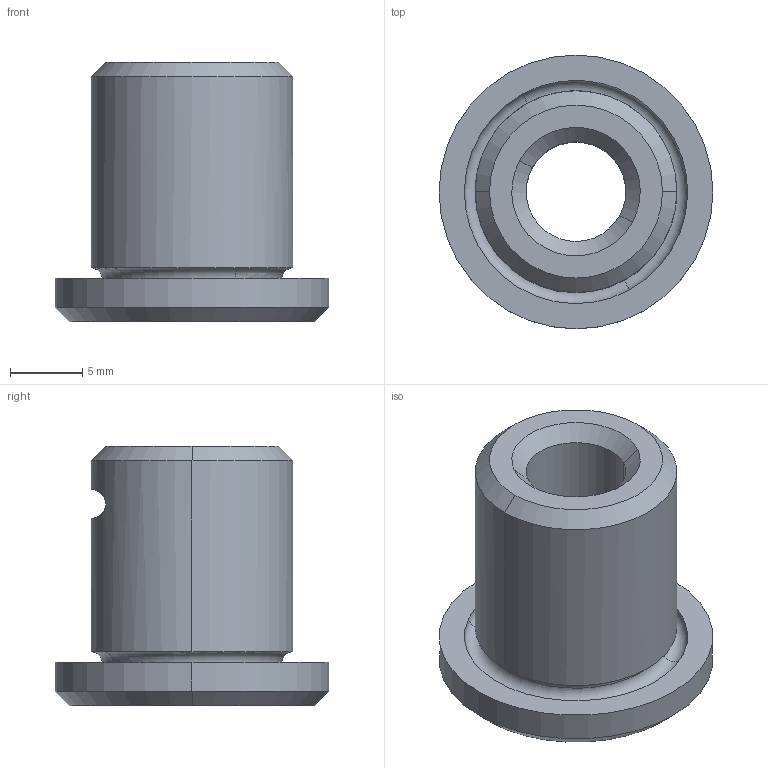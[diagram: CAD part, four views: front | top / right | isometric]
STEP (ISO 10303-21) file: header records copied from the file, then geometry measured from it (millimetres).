
FILE_DESCRIPTION(('CATIA V5 STEP Exchange'),'2;1');
FILE_NAME('bucsa.stp','2010-10-28T13:57:18+00:00',('none'),('none'),'CATIA Version 5 Release 19 SP 2 (IN-10)','CATIA V5 STEP AP203','none');
FILE_SCHEMA(('CONFIG_CONTROL_DESIGN'));
Length unit declared in the file: millimetre
Products named in the file (1): bucsa
Bounding box: 19 x 19 x 18 mm (x, y, z)
Volume: 2345.3 mm3; surface area: 1724.1 mm2
Topology: 1 solids, 1 shells, 23 faces, 47 edges, 28 vertices
Faces by surface type: cylinder 8, cone 8, torus 4, plane 3
Entity records: 634 total; most frequent: CARTESIAN_POINT 138, ORIENTED_EDGE 94, DIRECTION 77, AXIS2_PLACEMENT_3D 47, EDGE_CURVE 47, CIRCLE 30, VERTEX_POINT 28, EDGE_LOOP 27
